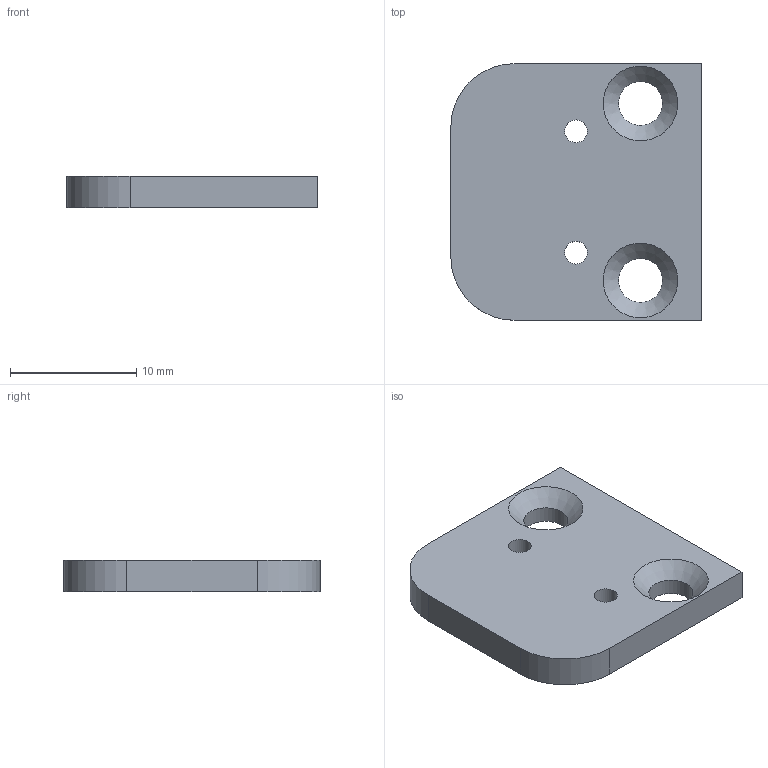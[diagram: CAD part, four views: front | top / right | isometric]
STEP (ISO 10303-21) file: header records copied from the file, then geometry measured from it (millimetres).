
FILE_DESCRIPTION(('FreeCAD Model'),'2;1');
FILE_NAME('Endswitch_X-holder.step', '2020-08-10T10:04:51',('Author'),(''), 'Open CASCADE STEP processor 7.3','FreeCAD','Unknown');
FILE_SCHEMA(('AUTOMOTIVE_DESIGN { 1 0 10303 214 1 1 1 1 }'));
Length unit declared in the file: millimetre
Products named in the file (1): EndSwitch_X-Holder
Bounding box: 19.8 x 20.3 x 2.5 mm (x, y, z)
Volume: 897.7 mm3; surface area: 995.1 mm2
Topology: 1 solids, 1 shells, 14 faces, 34 edges, 22 vertices
Faces by surface type: cylinder 6, plane 6, cone 2
Full cylindrical faces by diameter (mm): 1.8 x2, 3.5 x2
Entity records: 453 total; most frequent: DIRECTION 78, CARTESIAN_POINT 71, ORIENTED_EDGE 68, EDGE_CURVE 34, AXIS2_PLACEMENT_3D 29, FACE_BOUND 22, EDGE_LOOP 22, VERTEX_POINT 22
